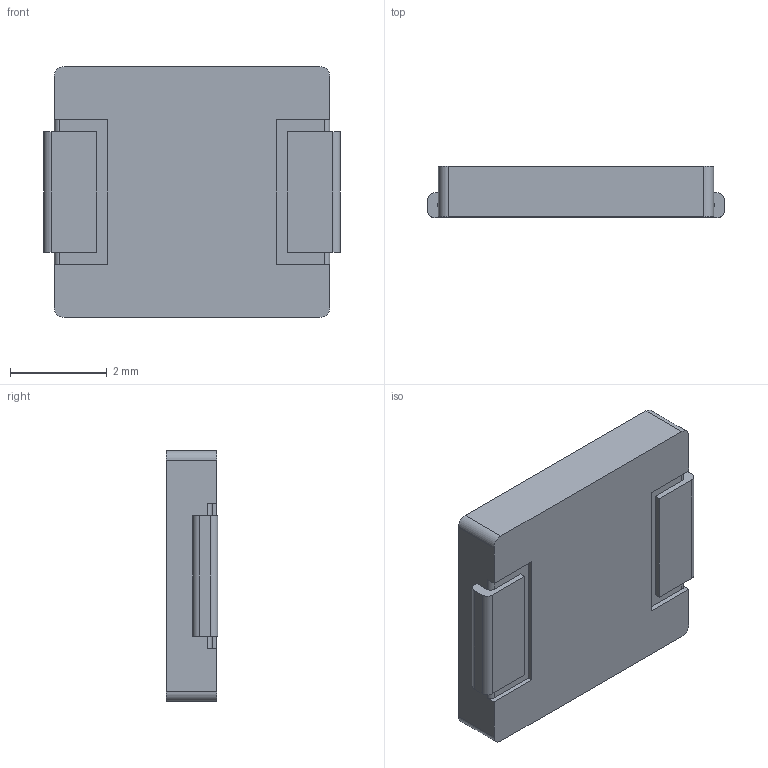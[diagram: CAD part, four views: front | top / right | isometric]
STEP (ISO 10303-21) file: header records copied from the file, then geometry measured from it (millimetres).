
FILE_DESCRIPTION (( 'STEP AP214' ), '1' );
FILE_NAME ('PSMT5012.STEP', '2024-01-03T09:57:03', ( '微软用户' ), ( '微软中国' ), 'SwSTEP 2.0', 'SolidWorks 2018', '' );
FILE_SCHEMA (( 'AUTOMOTIVE_DESIGN' ));
Length unit declared in the file: millimetre
Products named in the file (1): PSMT5012
Bounding box: 6.14 x 1.07 x 5.2 mm (x, y, z)
Volume: 31.5 mm3; surface area: 87 mm2
Topology: 1 solids, 1 shells, 84 faces, 240 edges, 160 vertices
Faces by surface type: plane 47, bspline 23, cylinder 14
Entity records: 4227 total; most frequent: CARTESIAN_POINT 1884, ORIENTED_EDGE 480, DIRECTION 350, EDGE_CURVE 240, VECTOR 162, LINE 162, VERTEX_POINT 160, AXIS2_PLACEMENT_3D 94
